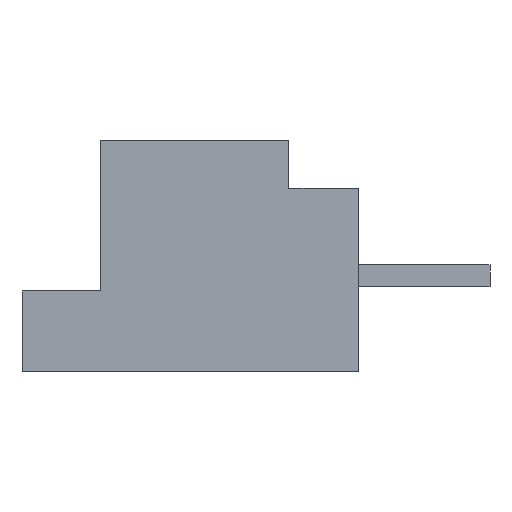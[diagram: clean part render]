
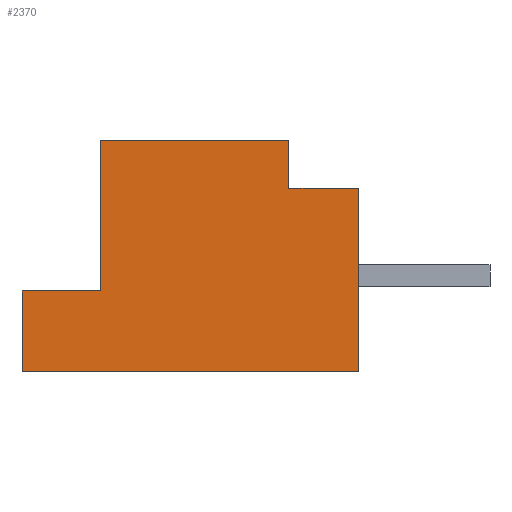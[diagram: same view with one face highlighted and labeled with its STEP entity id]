
A CAD part, left-side view. The second image highlights one B-rep face of the part: STEP entity #2370.
In plain terms, the highlighted planar face has unit normal (-1, 0, 0).
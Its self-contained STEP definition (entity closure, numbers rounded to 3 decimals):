
#213 = DIRECTION ( 'NONE',  ( 0., -1., 0. ) ) ;
#214 = VECTOR ( 'NONE', #213, 1000. ) ;
#215 = CARTESIAN_POINT ( 'NONE',  ( -7., 2.05, -0.35 ) ) ;
#216 = LINE ( 'NONE', #215, #214 ) ;
#287 = CARTESIAN_POINT ( 'NONE',  ( -7., -3.85, -2.2 ) ) ;
#345 = CARTESIAN_POINT ( 'NONE',  ( -7., 2.05, 3.1 ) ) ;
#346 = DIRECTION ( 'NONE',  ( 0., 0., 1. ) ) ;
#347 = VECTOR ( 'NONE', #346, 1000. ) ;
#348 = CARTESIAN_POINT ( 'NONE',  ( -7., 2.05, 3.1 ) ) ;
#349 = LINE ( 'NONE', #348, #347 ) ;
#356 = DIRECTION ( 'NONE',  ( 0., -1., 0. ) ) ;
#357 = VECTOR ( 'NONE', #356, 1000. ) ;
#358 = CARTESIAN_POINT ( 'NONE',  ( -7., -3.85, -2.2 ) ) ;
#359 = LINE ( 'NONE', #358, #357 ) ;
#367 = CARTESIAN_POINT ( 'NONE',  ( -7., -3.85, 2. ) ) ;
#420 = DIRECTION ( 'NONE',  ( 0., 0., -1. ) ) ;
#421 = VECTOR ( 'NONE', #420, 1000. ) ;
#422 = CARTESIAN_POINT ( 'NONE',  ( -7., -2.25, 3.1 ) ) ;
#423 = LINE ( 'NONE', #422, #421 ) ;
#424 = CARTESIAN_POINT ( 'NONE',  ( -7., 2.05, -0.35 ) ) ;
#464 = DIRECTION ( 'NONE',  ( 1., 0., 0. ) ) ;
#465 = CARTESIAN_POINT ( 'NONE',  ( -7., -3.85, 3.1 ) ) ;
#466 = AXIS2_PLACEMENT_3D ( 'NONE', #465, #464, #527 ) ;
#467 = PLANE ( 'NONE',  #466 ) ;
#468 = FACE_OUTER_BOUND ( 'NONE', #2371, .T. ) ;
#488 = CARTESIAN_POINT ( 'NONE',  ( -7., 3.85, -2.2 ) ) ;
#489 = DIRECTION ( 'NONE',  ( 0., -1., 0. ) ) ;
#490 = VECTOR ( 'NONE', #489, 1000. ) ;
#491 = CARTESIAN_POINT ( 'NONE',  ( -7., -3.85, 3.1 ) ) ;
#492 = LINE ( 'NONE', #491, #490 ) ;
#493 = CARTESIAN_POINT ( 'NONE',  ( -7., -2.25, 3.1 ) ) ;
#517 = CARTESIAN_POINT ( 'NONE',  ( -7., 3.85, -0.35 ) ) ;
#518 = DIRECTION ( 'NONE',  ( 0., 0., -1. ) ) ;
#519 = VECTOR ( 'NONE', #518, 1000. ) ;
#520 = CARTESIAN_POINT ( 'NONE',  ( -7., 3.85, 3.1 ) ) ;
#521 = LINE ( 'NONE', #520, #519 ) ;
#522 = CARTESIAN_POINT ( 'NONE',  ( -7., -2.25, 2. ) ) ;
#523 = DIRECTION ( 'NONE',  ( 0., -1., 0. ) ) ;
#524 = VECTOR ( 'NONE', #523, 1000. ) ;
#525 = CARTESIAN_POINT ( 'NONE',  ( -7., -2.25, 2. ) ) ;
#526 = LINE ( 'NONE', #525, #524 ) ;
#527 = DIRECTION ( 'NONE',  ( 0., 0., -1. ) ) ;
#809 = DIRECTION ( 'NONE',  ( 0., 0., -1. ) ) ;
#810 = VECTOR ( 'NONE', #809, 1000. ) ;
#811 = CARTESIAN_POINT ( 'NONE',  ( -7., -3.85, 3.1 ) ) ;
#812 = LINE ( 'NONE', #811, #810 ) ;
#2068 = EDGE_CURVE ( 'NONE', #2267, #2239, #812, .T. ) ;
#2205 = EDGE_CURVE ( 'NONE', #2378, #2310, #216, .T. ) ;
#2239 = VERTEX_POINT ( 'NONE', #287 ) ;
#2267 = VERTEX_POINT ( 'NONE', #367 ) ;
#2275 = ORIENTED_EDGE ( 'NONE', *, *, #2377, .T. ) ;
#2276 = ORIENTED_EDGE ( 'NONE', *, *, #2277, .T. ) ;
#2277 = EDGE_CURVE ( 'NONE', #2357, #2239, #359, .T. ) ;
#2282 = EDGE_CURVE ( 'NONE', #2310, #2283, #349, .T. ) ;
#2283 = VERTEX_POINT ( 'NONE', #345 ) ;
#2310 = VERTEX_POINT ( 'NONE', #424 ) ;
#2312 = EDGE_CURVE ( 'NONE', #2352, #2375, #423, .T. ) ;
#2352 = VERTEX_POINT ( 'NONE', #493 ) ;
#2353 = ORIENTED_EDGE ( 'NONE', *, *, #2354, .F. ) ;
#2354 = EDGE_CURVE ( 'NONE', #2283, #2352, #492, .T. ) ;
#2355 = ORIENTED_EDGE ( 'NONE', *, *, #2282, .F. ) ;
#2356 = ORIENTED_EDGE ( 'NONE', *, *, #2205, .F. ) ;
#2357 = VERTEX_POINT ( 'NONE', #488 ) ;
#2370 = ADVANCED_FACE ( 'NONE', ( #468 ), #467, .F. ) ;
#2371 = EDGE_LOOP ( 'NONE', ( #2372, #2373, #2376, #2353, #2355, #2356, #2275, #2276 ) ) ;
#2372 = ORIENTED_EDGE ( 'NONE', *, *, #2068, .F. ) ;
#2373 = ORIENTED_EDGE ( 'NONE', *, *, #2374, .F. ) ;
#2374 = EDGE_CURVE ( 'NONE', #2375, #2267, #526, .T. ) ;
#2375 = VERTEX_POINT ( 'NONE', #522 ) ;
#2376 = ORIENTED_EDGE ( 'NONE', *, *, #2312, .F. ) ;
#2377 = EDGE_CURVE ( 'NONE', #2378, #2357, #521, .T. ) ;
#2378 = VERTEX_POINT ( 'NONE', #517 ) ;
